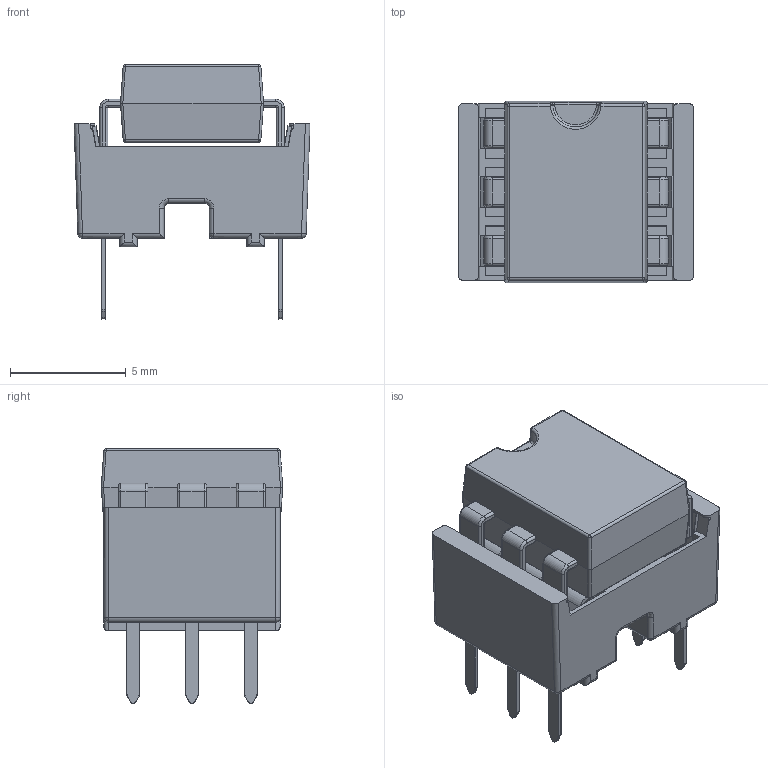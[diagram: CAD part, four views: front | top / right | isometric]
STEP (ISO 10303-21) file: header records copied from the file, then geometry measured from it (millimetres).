
FILE_DESCRIPTION(/* description */ (''),/* implementation_level */ '2;1');
FILE_NAME(/* name */ 'DIP-6 W7.62mm IC with Socket.stp',/* time_stamp */ '2019-09-26T15:58:41+02:00',/* author */ ('PCB-Tech'),/* organization */ (''),/* preprocessor_version */ 'ST-DEVELOPER v17.2',/* originating_system */ 'Autodesk Inventor 2019',/* authorisation */ '');
FILE_SCHEMA (('AUTOMOTIVE_DESIGN { 1 0 10303 214 3 1 1 }'));
Length unit declared in the file: millimetre
Products named in the file (6): DIP-6 W7.62mm IC with Socket; Stamped Dual Wipe Contact for DIP Sockets; Body DIP-6 P7.62mm Socket; DIP-6 W7.62mm Package; DIP-6 W7.62; IC Beinchen
Assembly tree (15 placements, depth 3):
  DIP-6 W7.62mm IC with Socket
    Stamped Dual Wipe Contact for DIP Sockets  x6
    Body DIP-6 P7.62mm Socket
    DIP-6 W7.62mm Package
      IC Beinchen  x6
      DIP-6 W7.62
Bounding box: 10.2 x 7.84 x 11.01 mm (x, y, z)
Volume: 383.3 mm3; surface area: 1061.7 mm2
Topology: 14 solids, 14 shells, 2438 faces, 5912 edges, 3541 vertices
Faces by surface type: plane 765, cylinder 725, bspline 544, torus 305, sphere 99
Entity records: 26248 total; most frequent: CARTESIAN_POINT 10992, ORIENTED_EDGE 3222, DIRECTION 3015, EDGE_CURVE 1611, AXIS2_PLACEMENT_3D 1026, VERTEX_POINT 985, LINE 963, VECTOR 963
